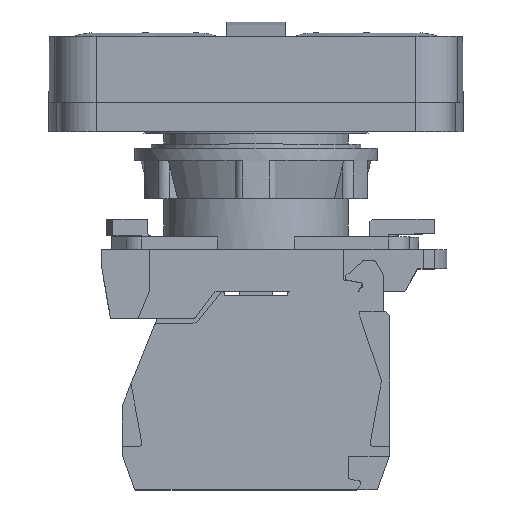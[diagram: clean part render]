
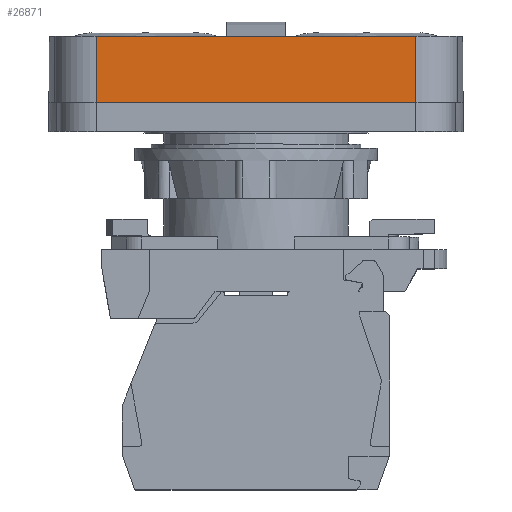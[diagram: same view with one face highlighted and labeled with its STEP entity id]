
A CAD part, top view. The second image highlights one B-rep face of the part: STEP entity #26871.
In plain terms, the highlighted planar face has unit normal (0, 0, 1).
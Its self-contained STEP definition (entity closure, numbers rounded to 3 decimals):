
#12517=DIRECTION('',(0.,-1.,0.));
#12518=VECTOR('',#12517,7.9);
#12519=CARTESIAN_POINT('',(19.099,25.5,14.75));
#12520=LINE('',#12519,#12518);
#12524=DIRECTION('',(1.,0.,0.));
#12525=VECTOR('',#12524,38.199);
#12526=CARTESIAN_POINT('',(-19.099,17.6,14.75));
#12527=LINE('',#12526,#12525);
#12531=DIRECTION('',(0.,-1.,0.));
#12532=VECTOR('',#12531,7.9);
#12533=CARTESIAN_POINT('',(-19.099,25.5,14.75));
#12534=LINE('',#12533,#12532);
#12615=DIRECTION('',(1.,0.,0.));
#12616=VECTOR('',#12615,38.199);
#12617=CARTESIAN_POINT('',(-19.099,25.5,14.75));
#12618=LINE('',#12617,#12616);
#15718=CARTESIAN_POINT('',(-19.099,25.5,14.75));
#15719=VERTEX_POINT('',#15718);
#15720=CARTESIAN_POINT('',(19.099,25.5,14.75));
#15721=VERTEX_POINT('',#15720);
#15784=CARTESIAN_POINT('',(-19.099,17.6,14.75));
#15785=VERTEX_POINT('',#15784);
#15786=CARTESIAN_POINT('',(19.099,17.6,14.75));
#15787=VERTEX_POINT('',#15786);
#26858=CARTESIAN_POINT('',(-19.099,25.5,14.75));
#26859=DIRECTION('',(0.,0.,1.));
#26860=DIRECTION('',(1.,0.,0.));
#26861=AXIS2_PLACEMENT_3D('',#26858,#26859,#26860);
#26862=PLANE('',#26861);
#26863=ORIENTED_EDGE('',*,*,#26770,.F.);
#26865=ORIENTED_EDGE('',*,*,#26864,.F.);
#26867=ORIENTED_EDGE('',*,*,#26866,.T.);
#26868=ORIENTED_EDGE('',*,*,#26850,.T.);
#26869=EDGE_LOOP('',(#26863,#26865,#26867,#26868));
#26870=FACE_OUTER_BOUND('',#26869,.F.);
#26770=EDGE_CURVE('',#15785,#15787,#12527,.T.);
#26850=EDGE_CURVE('',#15721,#15787,#12520,.T.);
#26864=EDGE_CURVE('',#15719,#15785,#12534,.T.);
#26866=EDGE_CURVE('',#15719,#15721,#12618,.T.);
#26871=ADVANCED_FACE('',(#26870),#26862,.T.);
